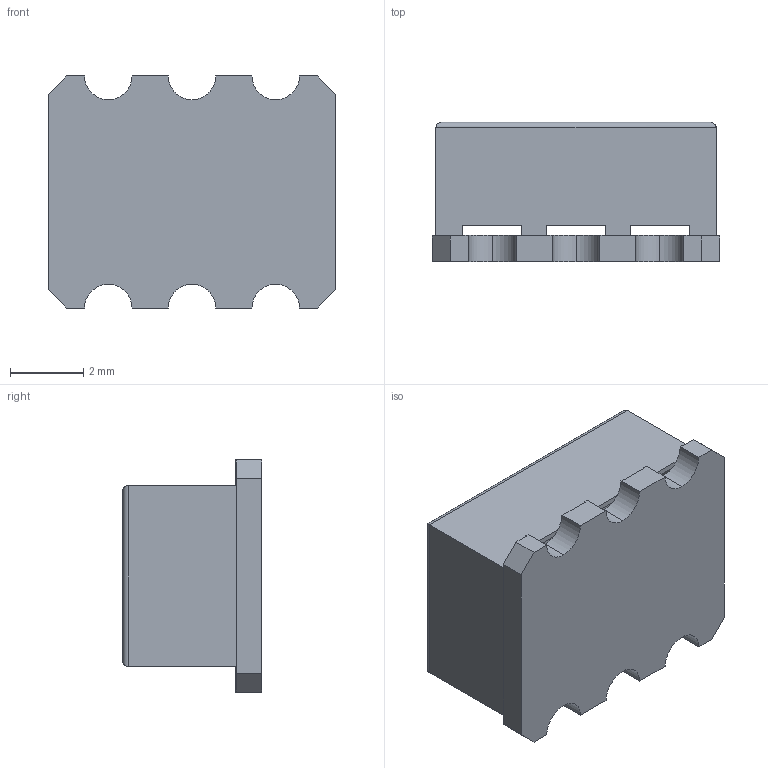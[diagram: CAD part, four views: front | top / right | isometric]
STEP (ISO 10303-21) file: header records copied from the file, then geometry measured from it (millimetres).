
FILE_DESCRIPTION (( 'STEP AP214' ), '1' );
FILE_NAME ('SYBP-92+.STEP', '2023-07-20T11:42:43', ( '' ), ( '' ), 'SwSTEP 2.0', 'SolidWorks 2022', '' );
FILE_SCHEMA (( 'AUTOMOTIVE_DESIGN' ));
Length unit declared in the file: millimetre
Products named in the file (1): SYBP-92+
Bounding box: 7.87 x 3.82 x 6.35 mm (x, y, z)
Volume: 48.4 mm3; surface area: 328.7 mm2
Topology: 1 solids, 1 shells, 245 faces, 686 edges, 456 vertices
Faces by surface type: plane 170, bspline 62, cylinder 13
Entity records: 10655 total; most frequent: CARTESIAN_POINT 4038, ORIENTED_EDGE 1372, DIRECTION 944, EDGE_CURVE 686, VECTOR 540, LINE 540, VERTEX_POINT 456, EDGE_LOOP 268
